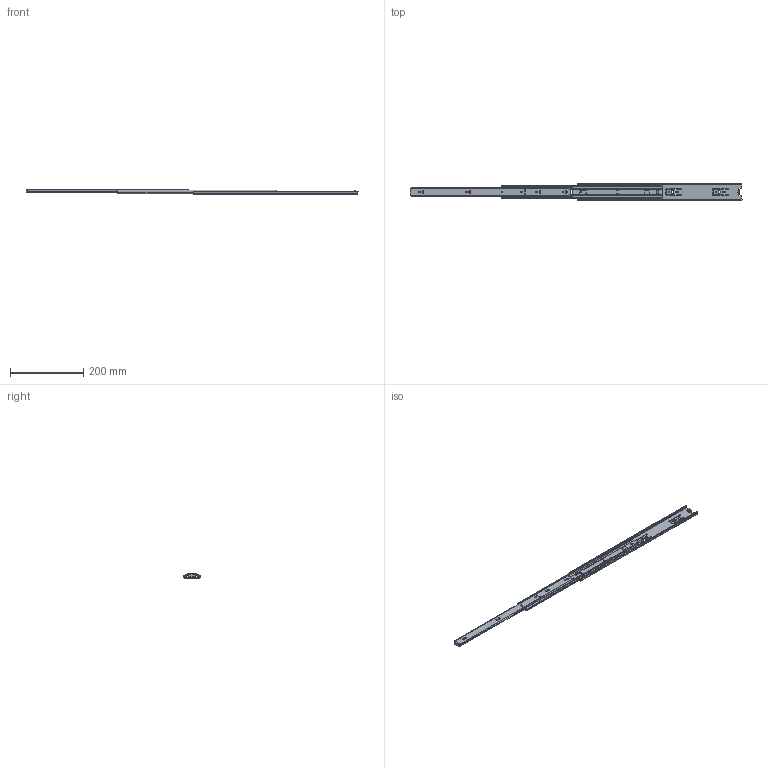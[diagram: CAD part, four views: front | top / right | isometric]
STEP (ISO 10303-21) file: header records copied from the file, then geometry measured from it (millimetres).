
FILE_DESCRIPTION (( 'STEP AP203' ), '1' );
FILE_NAME ('46006200-18.STEP', '2016-05-04T02:32:37', ( '' ), ( '' ), 'SwSTEP 2.0', 'SolidWorks 2016', '' );
FILE_SCHEMA (( 'CONFIG_CONTROL_DESIGN' ));
Length unit declared in the file: millimetre
Products named in the file (4): 46006201-18; 46006202-18; 46006203-18; 46006200-18
Assembly tree (3 placements, depth 2):
  46006200-18
    46006201-18
    46006202-18
    46006203-18
Bounding box: 907 x 45.4 x 12.7 mm (x, y, z)
Volume: 77989.4 mm3; surface area: 129247.5 mm2
Topology: 3 solids, 3 shells, 413 faces, 1189 edges, 779 vertices
Faces by surface type: cylinder 193, plane 192, bspline 26, sphere 2
Entity records: 15710 total; most frequent: CARTESIAN_POINT 4274, ORIENTED_EDGE 2372, DIRECTION 2247, EDGE_CURVE 1186, VERTEX_POINT 779, AXIS2_PLACEMENT_3D 769, LINE 709, VECTOR 709
